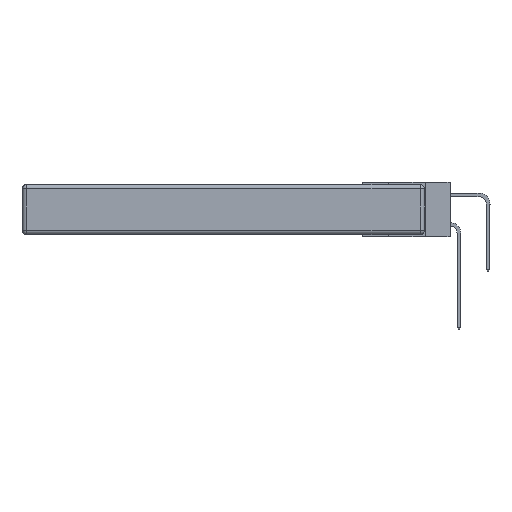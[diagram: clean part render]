
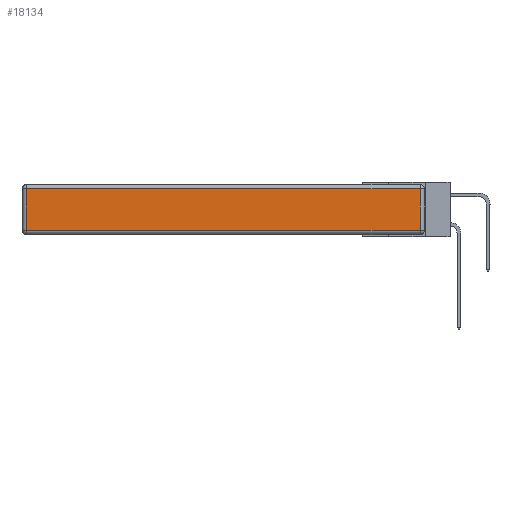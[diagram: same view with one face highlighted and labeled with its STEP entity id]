
A CAD part, left-side view. The second image highlights one B-rep face of the part: STEP entity #18134.
In plain terms, the highlighted planar face has unit normal (-1, 0, 0).
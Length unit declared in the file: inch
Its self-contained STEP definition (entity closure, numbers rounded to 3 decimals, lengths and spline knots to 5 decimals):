
#679 = VECTOR ( 'NONE', #22499, 39.37008 ) ;
#1080 = EDGE_CURVE ( 'NONE', #5416, #15557, #9193, .T. ) ;
#1391 = EDGE_CURVE ( 'NONE', #12826, #15062, #5902, .T. ) ;
#1892 = ORIENTED_EDGE ( 'NONE', *, *, #9046, .T. ) ;
#1971 = VECTOR ( 'NONE', #12091, 39.37008 ) ;
#5060 = VECTOR ( 'NONE', #13047, 39.37008 ) ;
#5217 = PLANE ( 'NONE',  #19026 ) ;
#5344 = ORIENTED_EDGE ( 'NONE', *, *, #1080, .T. ) ;
#5416 = VERTEX_POINT ( 'NONE', #12212 ) ;
#5902 = LINE ( 'NONE', #13961, #1971 ) ;
#5983 = FACE_OUTER_BOUND ( 'NONE', #12182, .T. ) ;
#6911 = CARTESIAN_POINT ( 'NONE',  ( 0., 2.72, -0.313 ) ) ;
#7153 = DIRECTION ( 'NONE',  ( -1., 0., 0. ) ) ;
#9046 = EDGE_CURVE ( 'NONE', #15062, #5416, #10110, .T. ) ;
#9193 = LINE ( 'NONE', #18436, #5060 ) ;
#10110 = LINE ( 'NONE', #20788, #679 ) ;
#10468 = DIRECTION ( 'NONE',  ( 0., 0., 1. ) ) ;
#10628 = ORIENTED_EDGE ( 'NONE', *, *, #12244, .T. ) ;
#12091 = DIRECTION ( 'NONE',  ( 0., 0., -1. ) ) ;
#12182 = EDGE_LOOP ( 'NONE', ( #1892, #5344, #10628, #22112 ) ) ;
#12212 = CARTESIAN_POINT ( 'NONE',  ( 0., 0.03, -0.313 ) ) ;
#12244 = EDGE_CURVE ( 'NONE', #15557, #12826, #20113, .T. ) ;
#12410 = CARTESIAN_POINT ( 'NONE',  ( 0., 2.72, -0.03 ) ) ;
#12501 = CARTESIAN_POINT ( 'NONE',  ( 0., 0., -0.343 ) ) ;
#12826 = VERTEX_POINT ( 'NONE', #12410 ) ;
#13047 = DIRECTION ( 'NONE',  ( 0., 0., 1. ) ) ;
#13656 = VECTOR ( 'NONE', #22337, 39.37008 ) ;
#13961 = CARTESIAN_POINT ( 'NONE',  ( 0., 2.72, -0.343 ) ) ;
#14797 = CARTESIAN_POINT ( 'NONE',  ( 0., 0.03, -0.03 ) ) ;
#15062 = VERTEX_POINT ( 'NONE', #6911 ) ;
#15089 = CARTESIAN_POINT ( 'NONE',  ( 0., 2.75, -0.03 ) ) ;
#15557 = VERTEX_POINT ( 'NONE', #14797 ) ;
#18134 = ADVANCED_FACE ( 'NONE', ( #5983 ), #5217, .T. ) ;
#18436 = CARTESIAN_POINT ( 'NONE',  ( 0., 0.03, -0.343 ) ) ;
#19026 = AXIS2_PLACEMENT_3D ( 'NONE', #12501, #7153, #10468 ) ;
#20113 = LINE ( 'NONE', #15089, #13656 ) ;
#20788 = CARTESIAN_POINT ( 'NONE',  ( 0., 0., -0.313 ) ) ;
#22112 = ORIENTED_EDGE ( 'NONE', *, *, #1391, .T. ) ;
#22337 = DIRECTION ( 'NONE',  ( 0., 1., 0. ) ) ;
#22499 = DIRECTION ( 'NONE',  ( 0., -1., 0. ) ) ;
